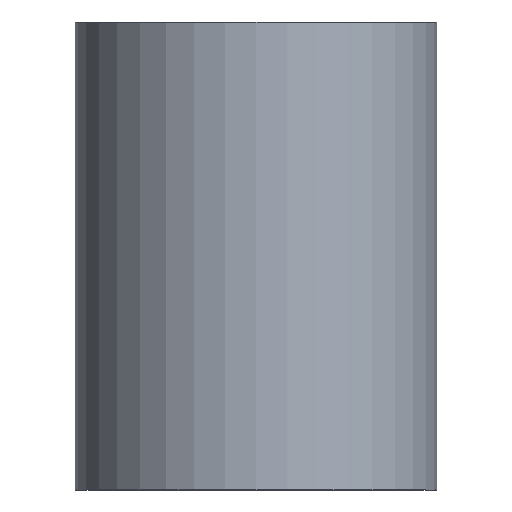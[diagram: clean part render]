
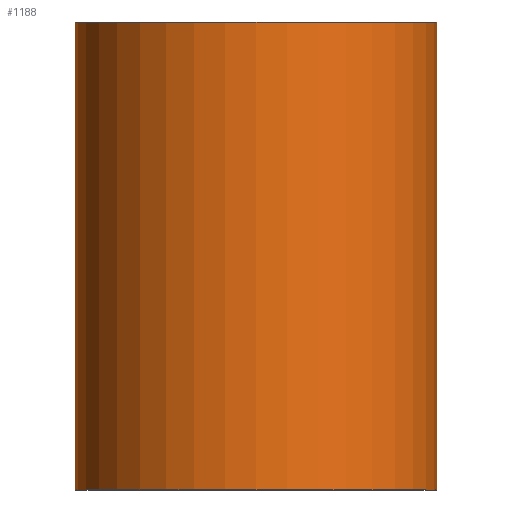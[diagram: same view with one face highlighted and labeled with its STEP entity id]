
A CAD part, front view. The second image highlights one B-rep face of the part: STEP entity #1188.
In plain terms, the highlighted cylindrical face has radius 725 mm (diameter 1450 mm), a full revolution.
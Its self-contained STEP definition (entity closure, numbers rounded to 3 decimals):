
#58 = CYLINDRICAL_SURFACE ( 'NONE', #1611, 725. ) ;
#59 = CARTESIAN_POINT ( 'NONE',  ( 725., 0., 0. ) ) ;
#81 = ORIENTED_EDGE ( 'NONE', *, *, #352, .F. ) ;
#118 = FACE_OUTER_BOUND ( 'NONE', #740, .T. ) ;
#352 = EDGE_CURVE ( 'NONE', #1397, #1397, #460, .T. ) ;
#391 = CARTESIAN_POINT ( 'NONE',  ( 0., 0., 0. ) ) ;
#460 = CIRCLE ( 'NONE', #752, 725. ) ;
#627 = EDGE_LOOP ( 'NONE', ( #81 ) ) ;
#640 = DIRECTION ( 'NONE',  ( 1., 0., 0. ) ) ;
#658 = FACE_OUTER_BOUND ( 'NONE', #627, .T. ) ;
#659 = DIRECTION ( 'NONE',  ( 1., 0., 0. ) ) ;
#677 = VERTEX_POINT ( 'NONE', #59 ) ;
#740 = EDGE_LOOP ( 'NONE', ( #1119 ) ) ;
#752 = AXIS2_PLACEMENT_3D ( 'NONE', #1599, #903, #659 ) ;
#903 = DIRECTION ( 'NONE',  ( 0., 0., 1. ) ) ;
#918 = DIRECTION ( 'NONE',  ( 0., 0., 1. ) ) ;
#1032 = CARTESIAN_POINT ( 'NONE',  ( 0., 0., 0. ) ) ;
#1044 = DIRECTION ( 'NONE',  ( 0., 0., 1. ) ) ;
#1119 = ORIENTED_EDGE ( 'NONE', *, *, #1440, .T. ) ;
#1142 = AXIS2_PLACEMENT_3D ( 'NONE', #391, #918, #1584 ) ;
#1188 = ADVANCED_FACE ( 'NONE', ( #118, #658 ), #58, .T. ) ;
#1351 = CARTESIAN_POINT ( 'NONE',  ( 725., 0., 1875. ) ) ;
#1397 = VERTEX_POINT ( 'NONE', #1351 ) ;
#1409 = CIRCLE ( 'NONE', #1142, 725. ) ;
#1440 = EDGE_CURVE ( 'NONE', #677, #677, #1409, .T. ) ;
#1584 = DIRECTION ( 'NONE',  ( 1., 0., 0. ) ) ;
#1599 = CARTESIAN_POINT ( 'NONE',  ( 0., 0., 1875. ) ) ;
#1611 = AXIS2_PLACEMENT_3D ( 'NONE', #1032, #1044, #640 ) ;
